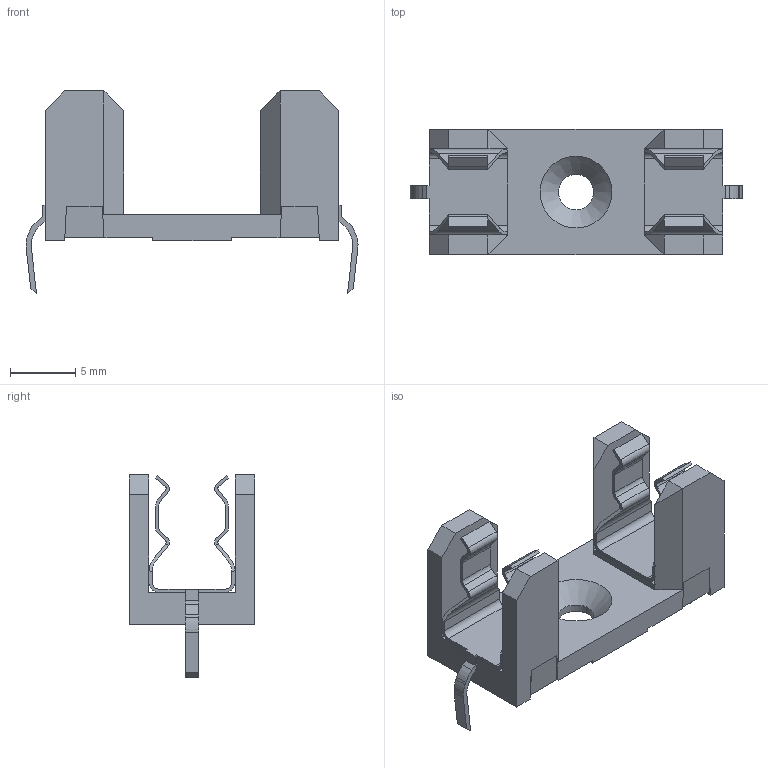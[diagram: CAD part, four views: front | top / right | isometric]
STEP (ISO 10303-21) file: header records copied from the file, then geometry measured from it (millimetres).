
FILE_DESCRIPTION (( 'STEP AP214' ), '1' );
FILE_NAME ('31.8201.STEP', '2021-05-07T13:30:57', ( '' ), ( '' ), 'SwSTEP 2.0', 'SolidWorks 2018', '' );
FILE_SCHEMA (( 'AUTOMOTIVE_DESIGN' ));
Length unit declared in the file: millimetre
Products named in the file (1): 31.8201
Bounding box: 25.45 x 9.6 x 15.5 mm (x, y, z)
Volume: 766 mm3; surface area: 1594 mm2
Topology: 3 solids, 3 shells, 208 faces, 565 edges, 363 vertices
Faces by surface type: plane 150, cylinder 57, cone 1
Full cylindrical faces by diameter (mm): 2.7 x1
Entity records: 6506 total; most frequent: CARTESIAN_POINT 1207, ORIENTED_EDGE 1126, DIRECTION 1056, EDGE_CURVE 563, LINE 440, VECTOR 440, VERTEX_POINT 363, AXIS2_PLACEMENT_3D 308
